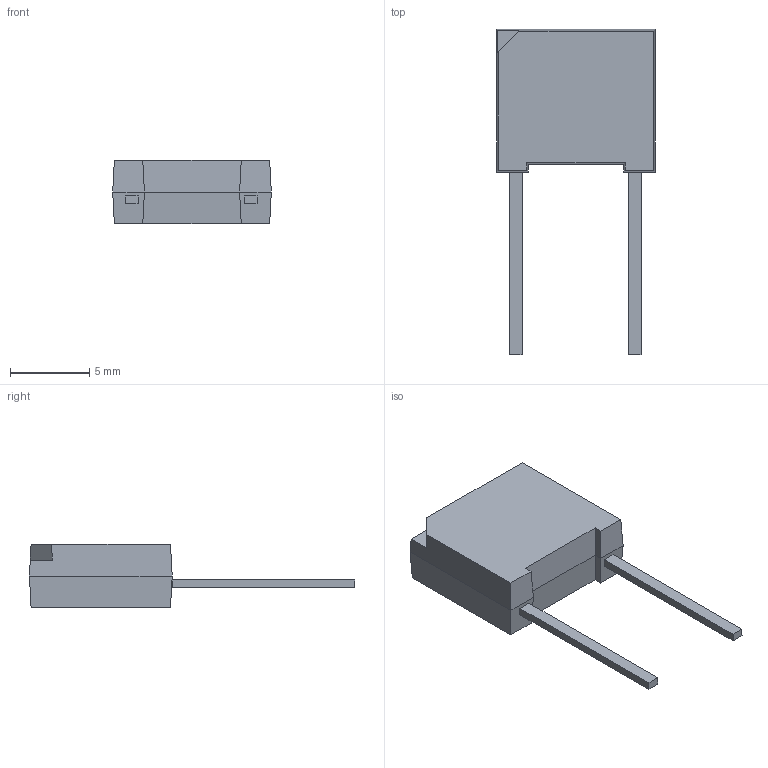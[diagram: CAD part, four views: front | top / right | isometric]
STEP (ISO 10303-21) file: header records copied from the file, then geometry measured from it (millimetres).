
FILE_DESCRIPTION (( 'STEP AP214' ), '1' );
FILE_NAME ('IXBOD1-08.STEP', '2024-11-14T07:35:29', ( '' ), ( '' ), 'SwSTEP 2.0', 'SolidWorks 2020', '' );
FILE_SCHEMA (( 'AUTOMOTIVE_DESIGN' ));
Length unit declared in the file: millimetre
Products named in the file (1): IXBOD1-08
Bounding box: 10 x 20.5 x 4 mm (x, y, z)
Volume: 348.2 mm3; surface area: 381.2 mm2
Topology: 3 solids, 3 shells, 32 faces, 70 edges, 44 vertices
Faces by surface type: plane 32
Entity records: 1122 total; most frequent: CARTESIAN_POINT 147, ORIENTED_EDGE 140, DIRECTION 136, LINE 70, EDGE_CURVE 70, VECTOR 70, VERTEX_POINT 44, AXIS2_PLACEMENT_3D 33
